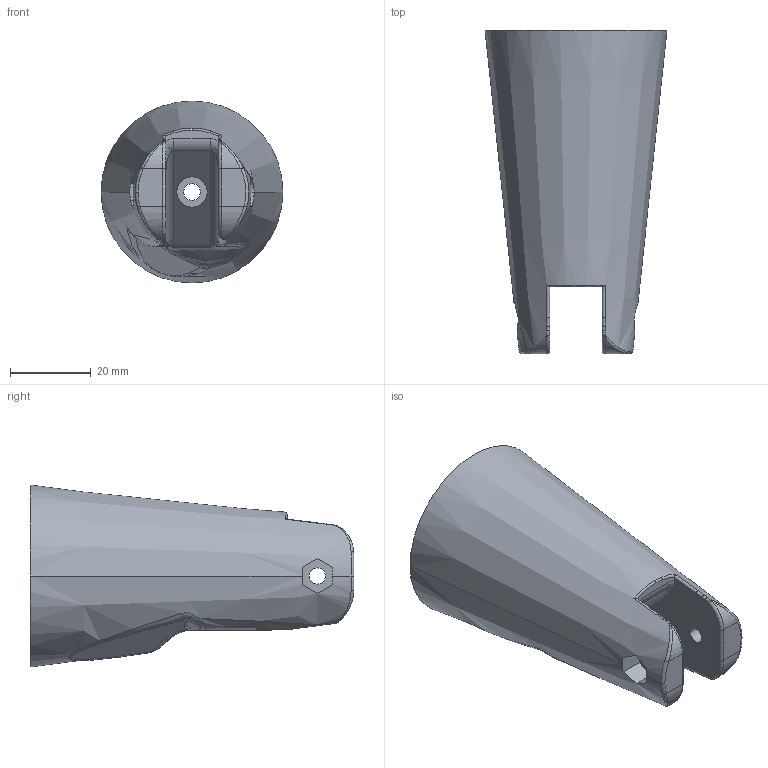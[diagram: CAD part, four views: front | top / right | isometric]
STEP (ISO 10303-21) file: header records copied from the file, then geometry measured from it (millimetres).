
FILE_DESCRIPTION (( 'STEP AP203' ), '1' );
FILE_NAME ('1_3_LegUpper_Left_B.STEP', '2014-08-31T10:05:58', ( '' ), ( '' ), 'SwSTEP 2.0', 'SolidWorks 2013', '' );
FILE_SCHEMA (( 'CONFIG_CONTROL_DESIGN' ));
Length unit declared in the file: millimetre
Products named in the file (1): 1_3_LegUpper_Left_B
Bounding box: 45 x 80 x 45 mm (x, y, z)
Volume: 69935.7 mm3; surface area: 13373.8 mm2
Topology: 1 solids, 1 shells, 100 faces, 247 edges, 147 vertices
Faces by surface type: bspline 45, cylinder 23, plane 20, torus 10, cone 2
Entity records: 4597 total; most frequent: CARTESIAN_POINT 2498, ORIENTED_EDGE 488, DIRECTION 346, EDGE_CURVE 244, AXIS2_PLACEMENT_3D 148, VERTEX_POINT 147, EDGE_LOOP 107, FACE_OUTER_BOUND 100
